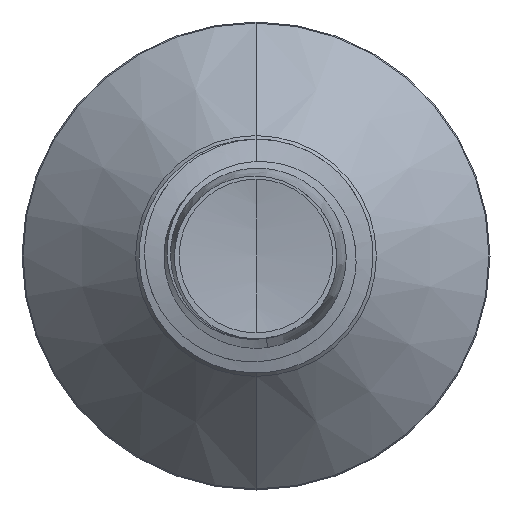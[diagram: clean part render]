
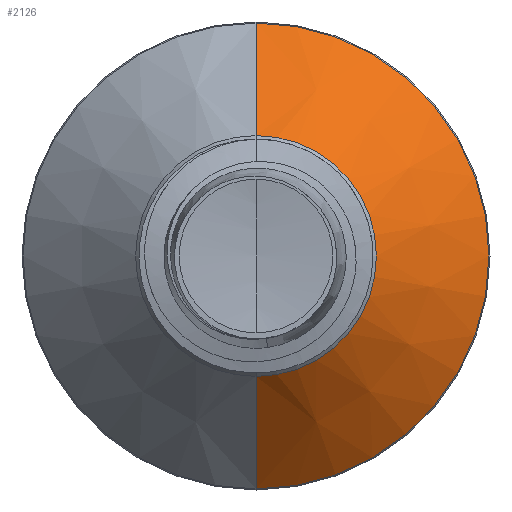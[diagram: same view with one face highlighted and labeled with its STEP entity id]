
A CAD part, front view. The second image highlights one B-rep face of the part: STEP entity #2126.
In plain terms, the highlighted conical face has half-angle 45 degrees and reference radius 3.088 mm.
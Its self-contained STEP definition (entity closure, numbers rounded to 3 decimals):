
#20 = CIRCLE ( 'NONE', #6307, 5.974 ) ;
#38 = DIRECTION ( 'NONE',  ( 0., 0., 1. ) ) ;
#67 = VECTOR ( 'NONE', #8565, 1000. ) ;
#93 = VERTEX_POINT ( 'NONE', #1309 ) ;
#1309 = CARTESIAN_POINT ( 'NONE',  ( 0., 3.239, -3.089 ) ) ;
#1734 = CARTESIAN_POINT ( 'NONE',  ( 0., 3.239, 0. ) ) ;
#1960 = FACE_OUTER_BOUND ( 'NONE', #13309, .T. ) ;
#2126 = ADVANCED_FACE ( 'NONE', ( #1960 ), #6984, .T. ) ;
#2364 = AXIS2_PLACEMENT_3D ( 'NONE', #1734, #5441, #11621 ) ;
#3064 = LINE ( 'NONE', #4423, #67 ) ;
#3096 = ORIENTED_EDGE ( 'NONE', *, *, #9447, .F. ) ;
#3997 = EDGE_CURVE ( 'NONE', #93, #12180, #3064, .T. ) ;
#4129 = CARTESIAN_POINT ( 'NONE',  ( 0., 3.239, 0. ) ) ;
#4423 = CARTESIAN_POINT ( 'NONE',  ( 0., 3.239, -3.089 ) ) ;
#5149 = AXIS2_PLACEMENT_3D ( 'NONE', #4129, #11485, #5185 ) ;
#5185 = DIRECTION ( 'NONE',  ( 0., 0., 1. ) ) ;
#5441 = DIRECTION ( 'NONE',  ( 0., 1., 0. ) ) ;
#5621 = CARTESIAN_POINT ( 'NONE',  ( 0., 3.239, 3.089 ) ) ;
#6156 = VECTOR ( 'NONE', #11928, 1000. ) ;
#6303 = CIRCLE ( 'NONE', #5149, 3.089 ) ;
#6307 = AXIS2_PLACEMENT_3D ( 'NONE', #12830, #6524, #38 ) ;
#6483 = LINE ( 'NONE', #5621, #6156 ) ;
#6524 = DIRECTION ( 'NONE',  ( 0., 1., 0. ) ) ;
#6984 = CONICAL_SURFACE ( 'NONE', #2364, 3.089, 0.785 ) ;
#8001 = ORIENTED_EDGE ( 'NONE', *, *, #11430, .F. ) ;
#8157 = VERTEX_POINT ( 'NONE', #11539 ) ;
#8565 = DIRECTION ( 'NONE',  ( 0., 0.707, -0.707 ) ) ;
#9447 = EDGE_CURVE ( 'NONE', #8157, #12180, #20, .T. ) ;
#10436 = VERTEX_POINT ( 'NONE', #13039 ) ;
#11430 = EDGE_CURVE ( 'NONE', #10436, #8157, #6483, .T. ) ;
#11485 = DIRECTION ( 'NONE',  ( 0., 1., 0. ) ) ;
#11539 = CARTESIAN_POINT ( 'NONE',  ( 0., 6.124, 5.974 ) ) ;
#11621 = DIRECTION ( 'NONE',  ( 0., 0., 1. ) ) ;
#11928 = DIRECTION ( 'NONE',  ( 0., 0.707, 0.707 ) ) ;
#12180 = VERTEX_POINT ( 'NONE', #12446 ) ;
#12230 = EDGE_CURVE ( 'NONE', #10436, #93, #6303, .T. ) ;
#12381 = ORIENTED_EDGE ( 'NONE', *, *, #12230, .T. ) ;
#12446 = CARTESIAN_POINT ( 'NONE',  ( 0., 6.124, -5.974 ) ) ;
#12830 = CARTESIAN_POINT ( 'NONE',  ( 0., 6.124, 0. ) ) ;
#13039 = CARTESIAN_POINT ( 'NONE',  ( 0., 3.239, 3.089 ) ) ;
#13309 = EDGE_LOOP ( 'NONE', ( #12381, #13636, #3096, #8001 ) ) ;
#13636 = ORIENTED_EDGE ( 'NONE', *, *, #3997, .T. ) ;
